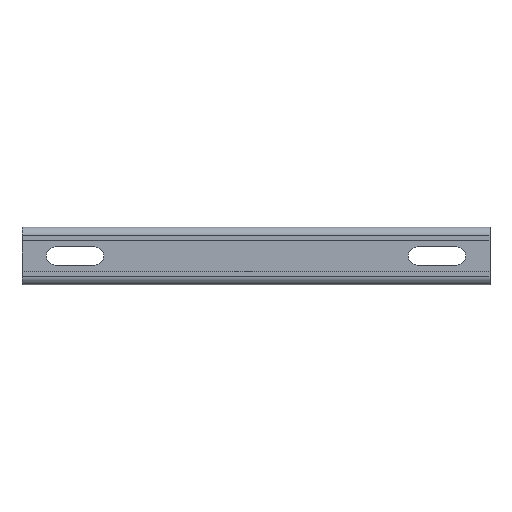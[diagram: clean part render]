
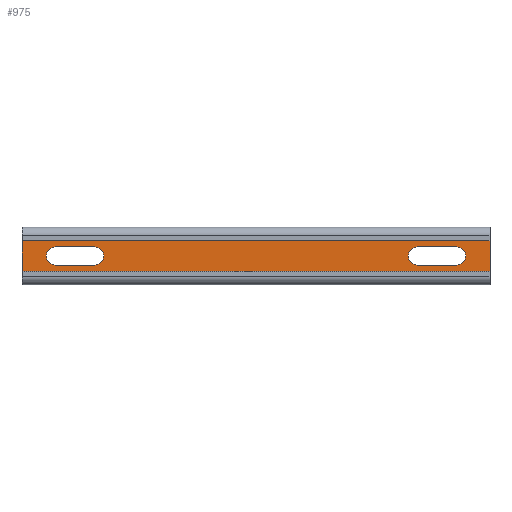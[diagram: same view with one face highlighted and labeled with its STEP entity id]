
A CAD part, top view. The second image highlights one B-rep face of the part: STEP entity #975.
In plain terms, the highlighted planar face has unit normal (0, 0, 1).
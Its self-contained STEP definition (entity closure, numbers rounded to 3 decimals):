
#54=AXIS2_PLACEMENT_3D('Circle Axis2P3D',#52,#53,$) ;
#92=AXIS2_PLACEMENT_3D('Circle Axis2P3D',#90,#91,$) ;
#351=AXIS2_PLACEMENT_3D('Circle Axis2P3D',#349,#350,$) ;
#375=AXIS2_PLACEMENT_3D('Circle Axis2P3D',#373,#374,$) ;
#925=AXIS2_PLACEMENT_3D('Plane Axis2P3D',#922,#923,#924) ;
#935=AXIS2_PLACEMENT_3D('Circle Axis2P3D',#933,#934,$) ;
#951=AXIS2_PLACEMENT_3D('Circle Axis2P3D',#949,#950,$) ;
#49=CARTESIAN_POINT('Vertex',(8.5,10.,1.5)) ;
#52=CARTESIAN_POINT('Axis2P3D Location',(11.65,10.,1.5)) ;
#56=CARTESIAN_POINT('Vertex',(11.65,6.85,1.5)) ;
#87=CARTESIAN_POINT('Vertex',(11.65,13.15,1.5)) ;
#90=CARTESIAN_POINT('Axis2P3D Location',(11.65,10.,1.5)) ;
#107=CARTESIAN_POINT('Line Origine',(18.5,6.85,1.5)) ;
#111=CARTESIAN_POINT('Vertex',(25.35,6.85,1.5)) ;
#232=CARTESIAN_POINT('Vertex',(0.,3.,1.5)) ;
#235=CARTESIAN_POINT('Line Origine',(0.,10.,1.5)) ;
#239=CARTESIAN_POINT('Vertex',(0.,17.,1.5)) ;
#349=CARTESIAN_POINT('Axis2P3D Location',(25.35,10.,1.5)) ;
#353=CARTESIAN_POINT('Vertex',(28.5,10.,1.5)) ;
#373=CARTESIAN_POINT('Axis2P3D Location',(25.35,10.,1.5)) ;
#377=CARTESIAN_POINT('Vertex',(25.35,13.15,1.5)) ;
#404=CARTESIAN_POINT('Line Origine',(18.5,13.15,1.5)) ;
#430=CARTESIAN_POINT('Vertex',(163.,3.,1.5)) ;
#558=CARTESIAN_POINT('Vertex',(163.,17.,1.5)) ;
#561=CARTESIAN_POINT('Line Origine',(163.,10.,1.5)) ;
#744=CARTESIAN_POINT('Line Origine',(0.,3.,1.5)) ;
#773=CARTESIAN_POINT('Line Origine',(0.,17.,1.5)) ;
#922=CARTESIAN_POINT('Axis2P3D Location',(0.,3.,1.5)) ;
#933=CARTESIAN_POINT('Axis2P3D Location',(137.65,10.,1.5)) ;
#937=CARTESIAN_POINT('Vertex',(137.65,13.15,1.5)) ;
#939=CARTESIAN_POINT('Vertex',(137.65,6.85,1.5)) ;
#942=CARTESIAN_POINT('Line Origine',(144.5,13.15,1.5)) ;
#946=CARTESIAN_POINT('Vertex',(151.35,13.15,1.5)) ;
#949=CARTESIAN_POINT('Axis2P3D Location',(151.35,10.,1.5)) ;
#953=CARTESIAN_POINT('Vertex',(151.35,6.85,1.5)) ;
#956=CARTESIAN_POINT('Line Origine',(144.5,6.85,1.5)) ;
#53=DIRECTION('Axis2P3D Direction',(0.,0.,1.)) ;
#91=DIRECTION('Axis2P3D Direction',(0.,0.,1.)) ;
#108=DIRECTION('Vector Direction',(-1.,0.,0.)) ;
#236=DIRECTION('Vector Direction',(0.,1.,0.)) ;
#350=DIRECTION('Axis2P3D Direction',(0.,0.,1.)) ;
#374=DIRECTION('Axis2P3D Direction',(0.,0.,1.)) ;
#405=DIRECTION('Vector Direction',(-1.,0.,0.)) ;
#562=DIRECTION('Vector Direction',(0.,1.,0.)) ;
#745=DIRECTION('Vector Direction',(1.,0.,0.)) ;
#774=DIRECTION('Vector Direction',(1.,0.,0.)) ;
#923=DIRECTION('Axis2P3D Direction',(0.,0.,-1.)) ;
#924=DIRECTION('Axis2P3D XDirection',(1.,0.,0.)) ;
#934=DIRECTION('Axis2P3D Direction',(0.,0.,-1.)) ;
#943=DIRECTION('Vector Direction',(1.,0.,0.)) ;
#950=DIRECTION('Axis2P3D Direction',(0.,0.,-1.)) ;
#957=DIRECTION('Vector Direction',(-1.,0.,0.)) ;
#109=VECTOR('Line Direction',#108,1.) ;
#237=VECTOR('Line Direction',#236,1.) ;
#406=VECTOR('Line Direction',#405,1.) ;
#563=VECTOR('Line Direction',#562,1.) ;
#746=VECTOR('Line Direction',#745,1.) ;
#775=VECTOR('Line Direction',#774,1.) ;
#944=VECTOR('Line Direction',#943,1.) ;
#958=VECTOR('Line Direction',#957,1.) ;
#928=ORIENTED_EDGE('',*,*,#777,.F.) ;
#929=ORIENTED_EDGE('',*,*,#241,.F.) ;
#930=ORIENTED_EDGE('',*,*,#748,.T.) ;
#931=ORIENTED_EDGE('',*,*,#565,.F.) ;
#962=ORIENTED_EDGE('',*,*,#941,.F.) ;
#963=ORIENTED_EDGE('',*,*,#948,.F.) ;
#964=ORIENTED_EDGE('',*,*,#955,.F.) ;
#965=ORIENTED_EDGE('',*,*,#960,.F.) ;
#968=ORIENTED_EDGE('',*,*,#355,.F.) ;
#969=ORIENTED_EDGE('',*,*,#113,.T.) ;
#970=ORIENTED_EDGE('',*,*,#58,.F.) ;
#971=ORIENTED_EDGE('',*,*,#94,.F.) ;
#972=ORIENTED_EDGE('',*,*,#408,.F.) ;
#973=ORIENTED_EDGE('',*,*,#379,.F.) ;
#966=FACE_BOUND('',#961,.T.) ;
#974=FACE_BOUND('',#967,.T.) ;
#975=ADVANCED_FACE('Schnitt-Linear austragen1',(#932,#966,#974),#926,.F.) ;
#55=CIRCLE('generated circle',#54,3.15) ;
#93=CIRCLE('generated circle',#92,3.15) ;
#352=CIRCLE('generated circle',#351,3.15) ;
#376=CIRCLE('generated circle',#375,3.15) ;
#936=CIRCLE('generated circle',#935,3.15) ;
#952=CIRCLE('generated circle',#951,3.15) ;
#58=EDGE_CURVE('',#50,#57,#55,.T.) ;
#94=EDGE_CURVE('',#88,#50,#93,.T.) ;
#113=EDGE_CURVE('',#112,#57,#110,.T.) ;
#241=EDGE_CURVE('',#233,#240,#238,.T.) ;
#355=EDGE_CURVE('',#112,#354,#352,.T.) ;
#379=EDGE_CURVE('',#354,#378,#376,.T.) ;
#408=EDGE_CURVE('',#378,#88,#407,.T.) ;
#565=EDGE_CURVE('',#559,#431,#564,.F.) ;
#748=EDGE_CURVE('',#233,#431,#747,.T.) ;
#777=EDGE_CURVE('',#240,#559,#776,.T.) ;
#941=EDGE_CURVE('',#938,#940,#936,.F.) ;
#948=EDGE_CURVE('',#947,#938,#945,.F.) ;
#955=EDGE_CURVE('',#954,#947,#952,.F.) ;
#960=EDGE_CURVE('',#940,#954,#959,.F.) ;
#927=EDGE_LOOP('',(#928,#929,#930,#931)) ;
#961=EDGE_LOOP('',(#962,#963,#964,#965)) ;
#967=EDGE_LOOP('',(#968,#969,#970,#971,#972,#973)) ;
#932=FACE_OUTER_BOUND('',#927,.T.) ;
#110=LINE('Line',#107,#109) ;
#238=LINE('Line',#235,#237) ;
#407=LINE('Line',#404,#406) ;
#564=LINE('Line',#561,#563) ;
#747=LINE('Line',#744,#746) ;
#776=LINE('Line',#773,#775) ;
#945=LINE('Line',#942,#944) ;
#959=LINE('Line',#956,#958) ;
#926=PLANE('',#925) ;
#50=VERTEX_POINT('',#49) ;
#57=VERTEX_POINT('',#56) ;
#88=VERTEX_POINT('',#87) ;
#112=VERTEX_POINT('',#111) ;
#233=VERTEX_POINT('',#232) ;
#240=VERTEX_POINT('',#239) ;
#354=VERTEX_POINT('',#353) ;
#378=VERTEX_POINT('',#377) ;
#431=VERTEX_POINT('',#430) ;
#559=VERTEX_POINT('',#558) ;
#938=VERTEX_POINT('',#937) ;
#940=VERTEX_POINT('',#939) ;
#947=VERTEX_POINT('',#946) ;
#954=VERTEX_POINT('',#953) ;
